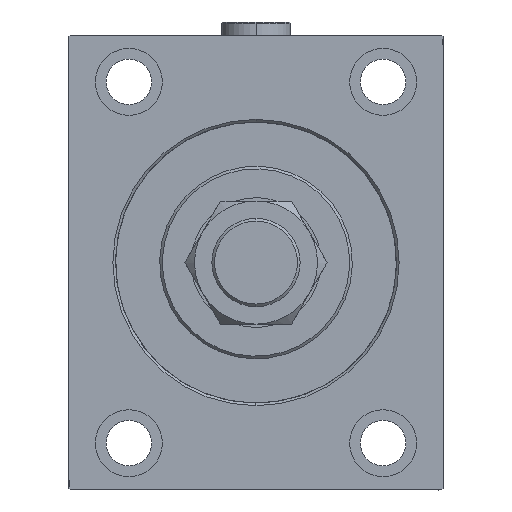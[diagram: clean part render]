
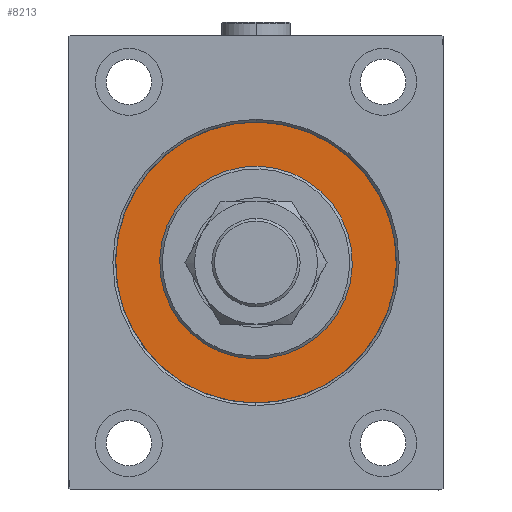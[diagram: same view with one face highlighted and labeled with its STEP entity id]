
A CAD part, left-side view. The second image highlights one B-rep face of the part: STEP entity #8213.
In plain terms, the highlighted face is planar.
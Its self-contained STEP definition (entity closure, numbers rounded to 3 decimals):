
#681 = EDGE_CURVE ( 'NONE', #14519, #46500, #28872, .T. ) ;
#1124 = PLANE ( 'NONE',  #33783 ) ;
#1612 = FACE_OUTER_BOUND ( 'NONE', #16157, .T. ) ;
#2905 = CARTESIAN_POINT ( 'NONE',  ( 0., 0., 36. ) ) ;
#3500 = CIRCLE ( 'NONE', #42208, 36. ) ;
#3738 = DIRECTION ( 'NONE',  ( -1., 0., 0. ) ) ;
#3973 = DIRECTION ( 'NONE',  ( 0., 0., 1. ) ) ;
#6206 = AXIS2_PLACEMENT_3D ( 'NONE', #32202, #39566, #6786 ) ;
#6786 = DIRECTION ( 'NONE',  ( 0., 0., 1. ) ) ;
#8213 = ADVANCED_FACE ( 'NONE', ( #19668, #1612 ), #1124, .F. ) ;
#10677 = ORIENTED_EDGE ( 'NONE', *, *, #681, .F. ) ;
#10710 = CARTESIAN_POINT ( 'NONE',  ( 0., 0., 0. ) ) ;
#11188 = EDGE_CURVE ( 'NONE', #46500, #14519, #3500, .T. ) ;
#13360 = CARTESIAN_POINT ( 'NONE',  ( 0., 0., 0. ) ) ;
#14519 = VERTEX_POINT ( 'NONE', #29751 ) ;
#16157 = EDGE_LOOP ( 'NONE', ( #47036, #18285 ) ) ;
#17511 = AXIS2_PLACEMENT_3D ( 'NONE', #43889, #3738, #3973 ) ;
#18285 = ORIENTED_EDGE ( 'NONE', *, *, #30760, .F. ) ;
#18472 = VERTEX_POINT ( 'NONE', #37560 ) ;
#19026 = CIRCLE ( 'NONE', #17511, 52.5 ) ;
#19668 = FACE_BOUND ( 'NONE', #45895, .T. ) ;
#19911 = CARTESIAN_POINT ( 'NONE',  ( 0., 0., 0. ) ) ;
#20085 = CARTESIAN_POINT ( 'NONE',  ( 0., 0., 52.5 ) ) ;
#23352 = DIRECTION ( 'NONE',  ( 0., 0., -1. ) ) ;
#23463 = DIRECTION ( 'NONE',  ( 0., 0., 1. ) ) ;
#25935 = CIRCLE ( 'NONE', #6206, 52.5 ) ;
#26560 = EDGE_CURVE ( 'NONE', #18472, #27976, #19026, .T. ) ;
#27976 = VERTEX_POINT ( 'NONE', #20085 ) ;
#28508 = ORIENTED_EDGE ( 'NONE', *, *, #11188, .F. ) ;
#28533 = DIRECTION ( 'NONE',  ( 1., 0., 0. ) ) ;
#28872 = CIRCLE ( 'NONE', #36463, 36. ) ;
#29751 = CARTESIAN_POINT ( 'NONE',  ( 0., 0., -36. ) ) ;
#30760 = EDGE_CURVE ( 'NONE', #27976, #18472, #25935, .T. ) ;
#32202 = CARTESIAN_POINT ( 'NONE',  ( 0., 0., 0. ) ) ;
#33783 = AXIS2_PLACEMENT_3D ( 'NONE', #19911, #34396, #23463 ) ;
#34396 = DIRECTION ( 'NONE',  ( -1., 0., 0. ) ) ;
#36463 = AXIS2_PLACEMENT_3D ( 'NONE', #13360, #41873, #23352 ) ;
#37560 = CARTESIAN_POINT ( 'NONE',  ( 0., 0., -52.5 ) ) ;
#39566 = DIRECTION ( 'NONE',  ( -1., 0., 0. ) ) ;
#41873 = DIRECTION ( 'NONE',  ( 1., 0., 0. ) ) ;
#42208 = AXIS2_PLACEMENT_3D ( 'NONE', #10710, #28533, #46606 ) ;
#43889 = CARTESIAN_POINT ( 'NONE',  ( 0., 0., 0. ) ) ;
#45895 = EDGE_LOOP ( 'NONE', ( #28508, #10677 ) ) ;
#46500 = VERTEX_POINT ( 'NONE', #2905 ) ;
#46606 = DIRECTION ( 'NONE',  ( 0., 0., -1. ) ) ;
#47036 = ORIENTED_EDGE ( 'NONE', *, *, #26560, .F. ) ;
